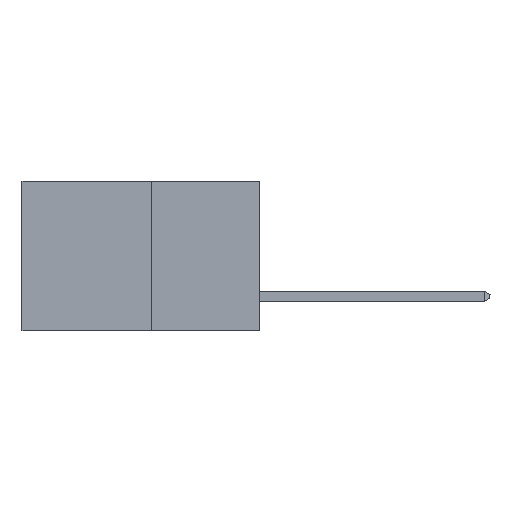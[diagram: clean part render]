
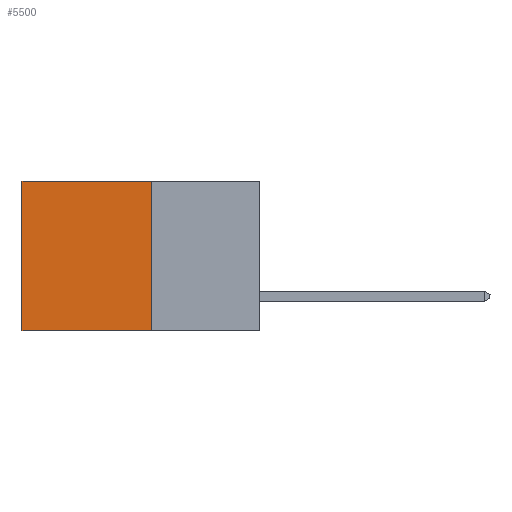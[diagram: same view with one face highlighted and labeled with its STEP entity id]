
A CAD part, left-side view. The second image highlights one B-rep face of the part: STEP entity #5500.
In plain terms, the highlighted planar face has unit normal (-1, 0, 0).
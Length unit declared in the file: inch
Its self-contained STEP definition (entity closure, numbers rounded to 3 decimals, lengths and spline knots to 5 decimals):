
#400 = DIRECTION ( 'NONE',  ( 0., 0., -1. ) ) ;
#690 = LINE ( 'NONE', #1456, #3867 ) ;
#929 = DIRECTION ( 'NONE',  ( 0., 0., -1. ) ) ;
#989 = VECTOR ( 'NONE', #10722, 39.37008 ) ;
#992 = VERTEX_POINT ( 'NONE', #5643 ) ;
#1419 = LINE ( 'NONE', #7416, #6847 ) ;
#1456 = CARTESIAN_POINT ( 'NONE',  ( 0.277, 0.59, -0.37 ) ) ;
#2280 = VERTEX_POINT ( 'NONE', #10086 ) ;
#2540 = AXIS2_PLACEMENT_3D ( 'NONE', #5887, #6406, #929 ) ;
#2962 = VECTOR ( 'NONE', #6390, 39.37008 ) ;
#3008 = VERTEX_POINT ( 'NONE', #13199 ) ;
#3716 = CARTESIAN_POINT ( 'NONE',  ( 0.277, 0.27, -0.37 ) ) ;
#3867 = VECTOR ( 'NONE', #400, 39.37008 ) ;
#4399 = EDGE_CURVE ( 'NONE', #3008, #7354, #9608, .T. ) ;
#4693 = EDGE_CURVE ( 'NONE', #992, #2280, #5892, .T. ) ;
#5500 = ADVANCED_FACE ( 'NONE', ( #11911 ), #8784, .F. ) ;
#5643 = CARTESIAN_POINT ( 'NONE',  ( 0.277, 0.27, -0.37 ) ) ;
#5844 = EDGE_CURVE ( 'NONE', #3008, #992, #1419, .T. ) ;
#5887 = CARTESIAN_POINT ( 'NONE',  ( 0.277, 0.27, -0.37 ) ) ;
#5892 = LINE ( 'NONE', #3716, #2962 ) ;
#6390 = DIRECTION ( 'NONE',  ( 0., 1., 0. ) ) ;
#6406 = DIRECTION ( 'NONE',  ( 1., 0., 0. ) ) ;
#6408 = ORIENTED_EDGE ( 'NONE', *, *, #4399, .T. ) ;
#6847 = VECTOR ( 'NONE', #11556, 39.37008 ) ;
#7354 = VERTEX_POINT ( 'NONE', #11970 ) ;
#7416 = CARTESIAN_POINT ( 'NONE',  ( 0.277, 0.27, -0.37 ) ) ;
#7734 = EDGE_LOOP ( 'NONE', ( #7887, #9404, #8495, #6408 ) ) ;
#7887 = ORIENTED_EDGE ( 'NONE', *, *, #8958, .T. ) ;
#8495 = ORIENTED_EDGE ( 'NONE', *, *, #5844, .F. ) ;
#8784 = PLANE ( 'NONE',  #2540 ) ;
#8958 = EDGE_CURVE ( 'NONE', #7354, #2280, #690, .T. ) ;
#9404 = ORIENTED_EDGE ( 'NONE', *, *, #4693, .F. ) ;
#9608 = LINE ( 'NONE', #12441, #989 ) ;
#10086 = CARTESIAN_POINT ( 'NONE',  ( 0.277, 0.59, -0.37 ) ) ;
#10722 = DIRECTION ( 'NONE',  ( 0., 1., 0. ) ) ;
#11556 = DIRECTION ( 'NONE',  ( 0., 0., -1. ) ) ;
#11911 = FACE_OUTER_BOUND ( 'NONE', #7734, .T. ) ;
#11970 = CARTESIAN_POINT ( 'NONE',  ( 0.277, 0.59, 0. ) ) ;
#12441 = CARTESIAN_POINT ( 'NONE',  ( 0.277, 0.27, 0. ) ) ;
#13199 = CARTESIAN_POINT ( 'NONE',  ( 0.277, 0.27, 0. ) ) ;
